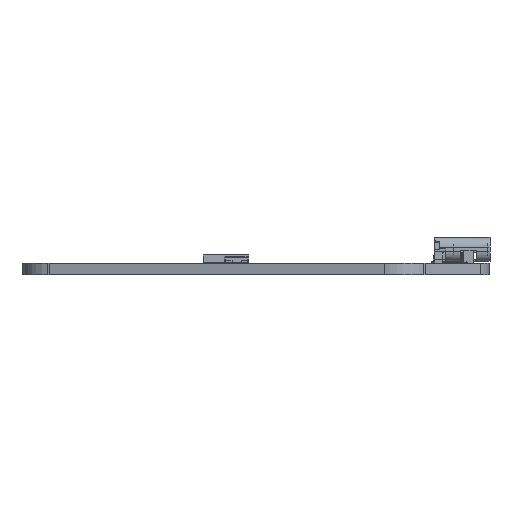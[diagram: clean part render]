
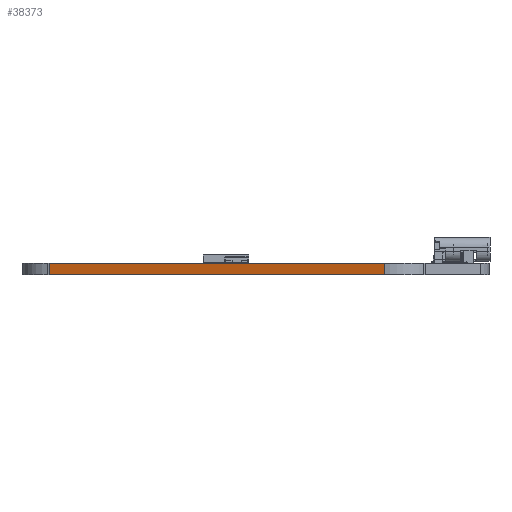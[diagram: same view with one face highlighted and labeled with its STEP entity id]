
A CAD part, left-side view. The second image highlights one B-rep face of the part: STEP entity #38373.
In plain terms, the highlighted planar face has unit normal (-0.954, 0.299, 0).
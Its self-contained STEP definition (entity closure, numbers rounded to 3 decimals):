
#36459 = VERTEX_POINT('',#36460);
#36460 = CARTESIAN_POINT('',(118.464,-64.284,0.));
#36466 = EDGE_CURVE('',#36467,#36459,#36469,.T.);
#36467 = VERTEX_POINT('',#36468);
#36468 = CARTESIAN_POINT('',(104.588,-108.576,0.));
#36469 = LINE('',#36470,#36471);
#36470 = CARTESIAN_POINT('',(104.588,-108.576,0.));
#36471 = VECTOR('',#36472,1.);
#36472 = DIRECTION('',(0.299,0.954,0.));
#37248 = VERTEX_POINT('',#37249);
#37249 = CARTESIAN_POINT('',(118.464,-64.284,1.51));
#37255 = EDGE_CURVE('',#37256,#37248,#37258,.T.);
#37256 = VERTEX_POINT('',#37257);
#37257 = CARTESIAN_POINT('',(104.588,-108.576,1.51));
#37258 = LINE('',#37259,#37260);
#37259 = CARTESIAN_POINT('',(104.588,-108.576,1.51));
#37260 = VECTOR('',#37261,1.);
#37261 = DIRECTION('',(0.299,0.954,0.));
#38343 = EDGE_CURVE('',#36459,#37248,#38344,.T.);
#38344 = LINE('',#38345,#38346);
#38345 = CARTESIAN_POINT('',(118.464,-64.284,0.));
#38346 = VECTOR('',#38347,1.);
#38347 = DIRECTION('',(0.,0.,1.));
#38373 = ADVANCED_FACE('',(#38374),#38385,.T.);
#38374 = FACE_BOUND('',#38375,.T.);
#38375 = EDGE_LOOP('',(#38376,#38382,#38383,#38384));
#38376 = ORIENTED_EDGE('',*,*,#38377,.T.);
#38377 = EDGE_CURVE('',#36467,#37256,#38378,.T.);
#38378 = LINE('',#38379,#38380);
#38379 = CARTESIAN_POINT('',(104.588,-108.576,0.));
#38380 = VECTOR('',#38381,1.);
#38381 = DIRECTION('',(0.,0.,1.));
#38382 = ORIENTED_EDGE('',*,*,#37255,.T.);
#38383 = ORIENTED_EDGE('',*,*,#38343,.F.);
#38384 = ORIENTED_EDGE('',*,*,#36466,.F.);
#38385 = PLANE('',#38386);
#38386 = AXIS2_PLACEMENT_3D('',#38387,#38388,#38389);
#38387 = CARTESIAN_POINT('',(104.588,-108.576,0.));
#38388 = DIRECTION('',(-0.954,0.299,0.));
#38389 = DIRECTION('',(0.299,0.954,0.));
